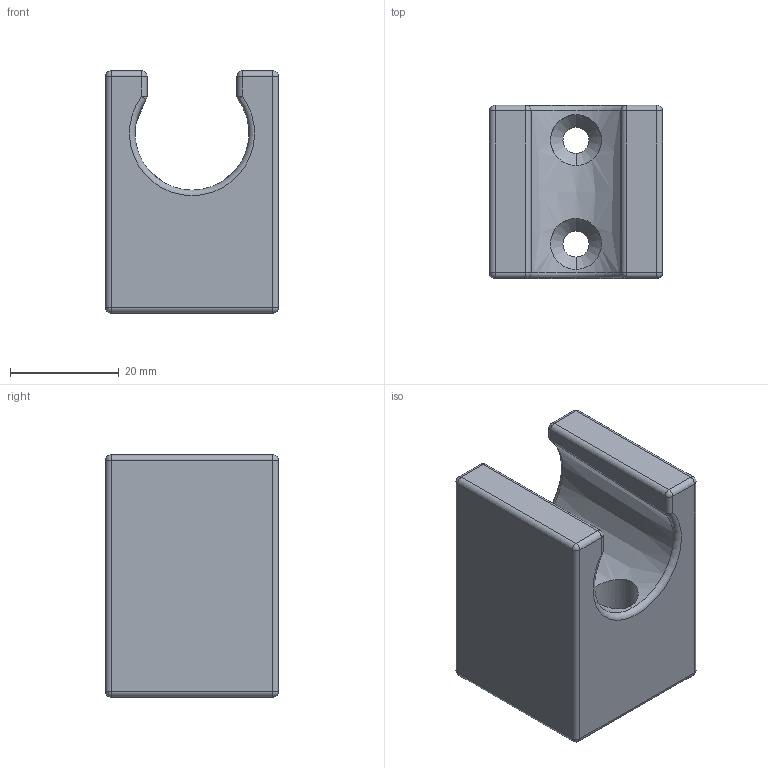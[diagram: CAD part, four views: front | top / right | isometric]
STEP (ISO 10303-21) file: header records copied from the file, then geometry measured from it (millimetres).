
FILE_DESCRIPTION((''),'2;1');
FILE_NAME('296-1_WEB','2011-07-06T',('ravindrashirol'),(''),'PRO/ENGINEER BY PARAMETRIC TECHNOLOGY CORPORATION, 2009300','PRO/ENGINEER BY PARAMETRIC TECHNOLOGY CORPORATION, 2009300','');
FILE_SCHEMA(('CONFIG_CONTROL_DESIGN'));
Length unit declared in the file: inch
Products named in the file (1): 296-1_WEB
Bounding box: 31.75 x 31.75 x 44.45 mm (x, y, z)
Surface area: 8974.4 mm2 (no closed solid volume)
Topology: 0 solids, 1 shells, 62 faces, 124 edges, 64 vertices
Faces by surface type: cylinder 28, sphere 16, plane 9, cone 5, bspline 2, torus 2
Entity records: 1724 total; most frequent: CARTESIAN_POINT 386, DIRECTION 300, ORIENTED_EDGE 248, AXIS2_PLACEMENT_3D 124, EDGE_CURVE 124, EDGE_LOOP 66, VERTEX_POINT 64, CIRCLE 64
